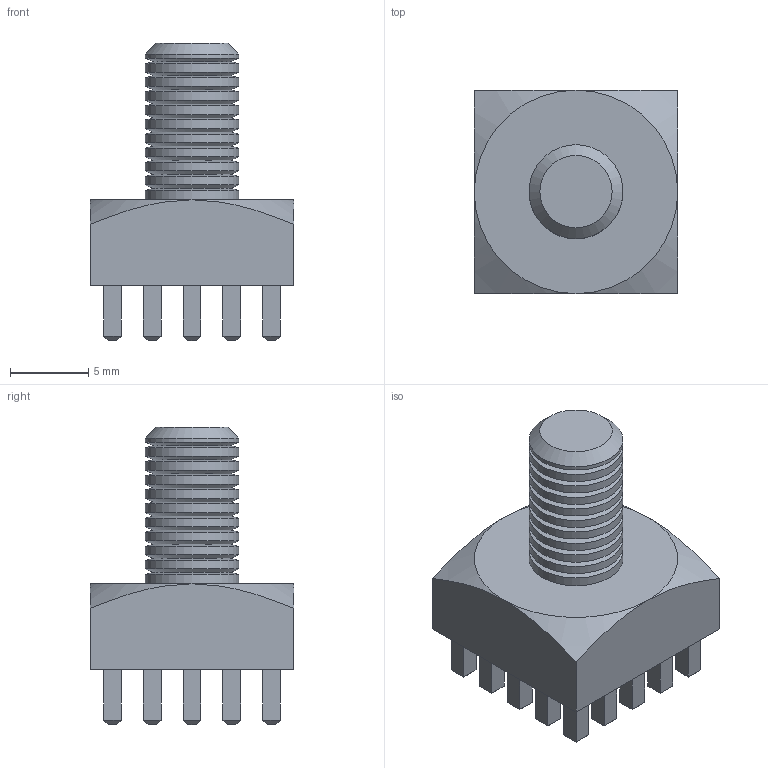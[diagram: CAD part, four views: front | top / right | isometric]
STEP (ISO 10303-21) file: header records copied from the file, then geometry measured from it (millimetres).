
FILE_DESCRIPTION( ( '' ), ' ' );
FILE_NAME( '5c065e2d0353761512461b63.step', '2018-12-04T10:59:58', ( '' ), ( '' ), ' ', ' ', ' ' );
FILE_SCHEMA( ( 'AUTOMOTIVE_DESIGN { 1 0 10303 214 1 1 1 1 }' ) );
Length unit declared in the file: metre
Products named in the file (1): Open CASCADE STEP translator 6.8 1
Bounding box: 13 x 13 x 19 mm (x, y, z)
Volume: 1281 mm3; surface area: 1291.3 mm2
Topology: 1 solids, 1 shells, 268 faces, 596 edges, 356 vertices
Faces by surface type: plane 232, cone 25, cylinder 11
Full cylindrical faces by diameter (mm): 6 x11
Entity records: 11783 total; most frequent: CARTESIAN_POINT 1183, DIRECTION 1120, ORIENTED_EDGE 1106, STYLED_ITEM 821, PRESENTATION_STYLE_ASSIGNMENT 821, COLOUR_RGB 821, EDGE_CURVE 553, CURVE_STYLE 553
